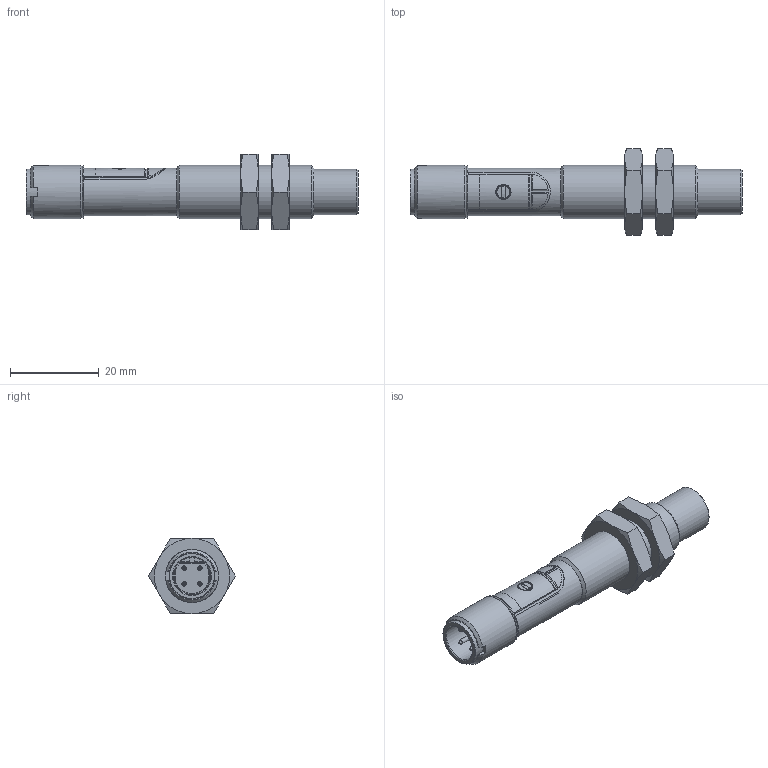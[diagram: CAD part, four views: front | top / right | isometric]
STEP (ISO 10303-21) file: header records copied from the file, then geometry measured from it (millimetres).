
FILE_DESCRIPTION (( 'STEP AP214' ), '1' );
FILE_NAME ('BCS00P4.STEP', '2023-07-19T11:47:02', ( '' ), ( '' ), 'SwSTEP 2.0', 'SolidWorks 2021', '' );
FILE_SCHEMA (( 'AUTOMOTIVE_DESIGN' ));
Length unit declared in the file: inch
Products named in the file (1): BCS00P4
Bounding box: 75 x 19.63 x 17 mm (x, y, z)
Volume: 8399.5 mm3; surface area: 4760 mm2
Topology: 3 solids, 3 shells, 180 faces, 446 edges, 285 vertices
Faces by surface type: plane 86, cylinder 49, cone 39, bspline 6
Full cylindrical faces by diameter (mm): 1 x4, 3.44 x1, 8.4 x1, 10.3 x1, 10.35 x1, 10.74 x1, 10.917 x2, 11.85 x1, 12 x2
Entity records: 8324 total; most frequent: CARTESIAN_POINT 1953, DIRECTION 800, ORIENTED_EDGE 800, EDGE_CURVE 400, AXIS2_PLACEMENT_3D 318, VERTEX_POINT 269, EDGE_LOOP 227, FACE_OUTER_BOUND 197
